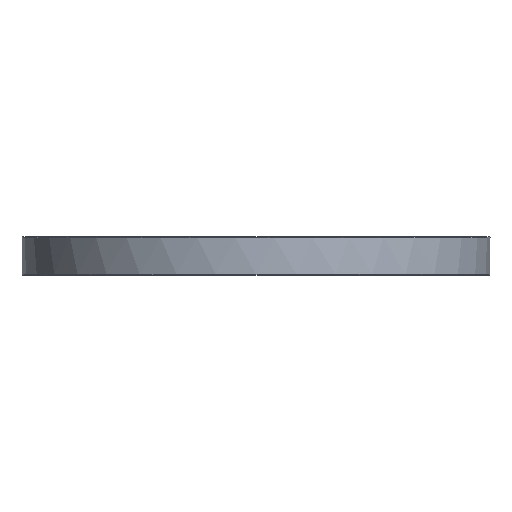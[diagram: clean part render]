
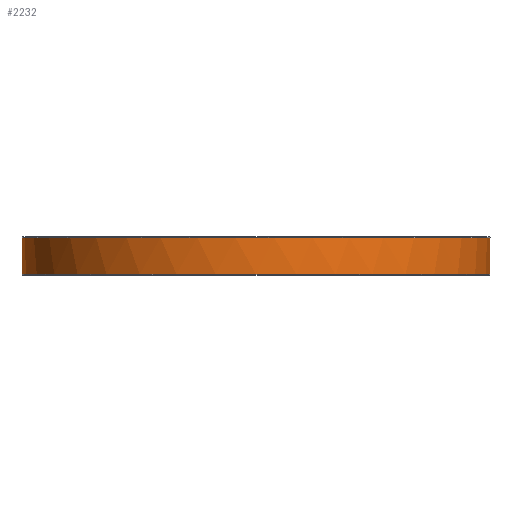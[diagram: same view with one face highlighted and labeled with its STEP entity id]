
A CAD part, front view. The second image highlights one B-rep face of the part: STEP entity #2232.
In plain terms, the highlighted cylindrical face has radius 152.5 mm (diameter 305 mm), a full revolution.
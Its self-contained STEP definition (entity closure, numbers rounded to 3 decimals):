
#1911=CARTESIAN_POINT('',(-152.491,-1.658,0.5));
#1912=VERTEX_POINT('',#1911);
#1930=CARTESIAN_POINT('',(-152.491,1.658,0.5));
#1931=VERTEX_POINT('',#1930);
#1932=CARTESIAN_POINT('',(-152.491,1.658,0.5));
#1933=CARTESIAN_POINT('',(-152.494,1.397,0.673));
#1934=CARTESIAN_POINT('',(-152.496,1.103,0.808));
#1935=CARTESIAN_POINT('',(-152.498,0.799,0.892));
#1936=CARTESIAN_POINT('',(-152.499,0.592,0.949));
#1937=CARTESIAN_POINT('',(-152.5,0.38,0.983));
#1938=CARTESIAN_POINT('',(-152.5,0.173,0.995));
#1939=CARTESIAN_POINT('',(-152.5,-0.003,1.005));
#1940=CARTESIAN_POINT('',(-152.5,-0.175,1.));
#1941=CARTESIAN_POINT('',(-152.5,-0.353,0.979));
#1942=CARTESIAN_POINT('',(-152.499,-0.747,0.932));
#1943=CARTESIAN_POINT('',(-152.496,-1.148,0.801));
#1944=CARTESIAN_POINT('',(-152.493,-1.499,0.599));
#1945=CARTESIAN_POINT('',(-152.492,-1.553,0.567));
#1946=CARTESIAN_POINT('',(-152.492,-1.606,0.534));
#1947=CARTESIAN_POINT('',(-152.491,-1.658,0.5));
#1948=B_SPLINE_CURVE_WITH_KNOTS('',3,(#1932,#1933,#1934,#1935,#1936,#1937,#1938,#1939,#1940,#1941,#1942,#1943,#1944,#1945,#1946,#1947),.UNSPECIFIED.,.F.,.U.,(4,3,3,3,3,4),(0.284,0.374,0.435,0.487,0.602,0.62),.UNSPECIFIED.);
#1949=EDGE_CURVE('',#1931,#1912,#1948,.T.);
#1991=CARTESIAN_POINT('',(152.491,1.658,0.5));
#1992=VERTEX_POINT('',#1991);
#2010=CARTESIAN_POINT('',(152.491,-1.658,0.5));
#2011=VERTEX_POINT('',#2010);
#2012=CARTESIAN_POINT('',(152.491,-1.658,0.5));
#2013=CARTESIAN_POINT('',(152.494,-1.397,0.673));
#2014=CARTESIAN_POINT('',(152.496,-1.103,0.808));
#2015=CARTESIAN_POINT('',(152.498,-0.799,0.892));
#2016=CARTESIAN_POINT('',(152.499,-0.592,0.949));
#2017=CARTESIAN_POINT('',(152.5,-0.38,0.983));
#2018=CARTESIAN_POINT('',(152.5,-0.173,0.995));
#2019=CARTESIAN_POINT('',(152.5,0.003,1.005));
#2020=CARTESIAN_POINT('',(152.5,0.175,1.));
#2021=CARTESIAN_POINT('',(152.5,0.353,0.979));
#2022=CARTESIAN_POINT('',(152.499,0.747,0.932));
#2023=CARTESIAN_POINT('',(152.496,1.148,0.801));
#2024=CARTESIAN_POINT('',(152.493,1.499,0.599));
#2025=CARTESIAN_POINT('',(152.492,1.553,0.567));
#2026=CARTESIAN_POINT('',(152.492,1.606,0.534));
#2027=CARTESIAN_POINT('',(152.491,1.658,0.5));
#2028=B_SPLINE_CURVE_WITH_KNOTS('',3,(#2012,#2013,#2014,#2015,#2016,#2017,#2018,#2019,#2020,#2021,#2022,#2023,#2024,#2025,#2026,#2027),.UNSPECIFIED.,.F.,.U.,(4,3,3,3,3,4),(1.188,1.278,1.339,1.391,1.506,1.524),.UNSPECIFIED.);
#2029=EDGE_CURVE('',#2011,#1992,#2028,.T.);
#2198=CARTESIAN_POINT('',(0.0,0.0,0.0));
#2199=DIRECTION('',(0.0,0.0,1.0));
#2200=DIRECTION('',(-1.0,0.0,0.0));
#2201=AXIS2_PLACEMENT_3D('',#2198,#2199,#2200);
#2202=CYLINDRICAL_SURFACE('',#2201,152.5);
#2203=ORIENTED_EDGE('',*,*,#2029,.T.);
#2204=CARTESIAN_POINT('',(0.0,0.0,0.5));
#2205=DIRECTION('',(0.0,0.0,-1.0));
#2206=DIRECTION('',(-1.0,0.0,0.0));
#2207=AXIS2_PLACEMENT_3D('',#2204,#2205,#2206);
#2208=CIRCLE('',#2207,152.5);
#2209=EDGE_CURVE('',#1931,#1992,#2208,.T.);
#2210=ORIENTED_EDGE('',*,*,#2209,.F.);
#2211=ORIENTED_EDGE('',*,*,#1949,.T.);
#2212=CARTESIAN_POINT('',(0.0,0.0,0.5));
#2213=DIRECTION('',(0.0,0.0,-1.0));
#2214=DIRECTION('',(-1.0,0.0,0.0));
#2215=AXIS2_PLACEMENT_3D('',#2212,#2213,#2214);
#2216=CIRCLE('',#2215,152.5);
#2217=EDGE_CURVE('',#2011,#1912,#2216,.T.);
#2218=ORIENTED_EDGE('',*,*,#2217,.F.);
#2219=EDGE_LOOP('',(#2203,#2210,#2211,#2218));
#2220=FACE_OUTER_BOUND('',#2219,.T.);
#2221=CARTESIAN_POINT('',(152.5,0.,24.5));
#2222=VERTEX_POINT('',#2221);
#2223=CARTESIAN_POINT('',(0.0,0.0,24.5));
#2224=DIRECTION('',(0.0,0.0,1.0));
#2225=DIRECTION('',(-1.0,0.0,0.0));
#2226=AXIS2_PLACEMENT_3D('',#2223,#2224,#2225);
#2227=CIRCLE('',#2226,152.5);
#2228=EDGE_CURVE('',#2222,#2222,#2227,.T.);
#2229=ORIENTED_EDGE('',*,*,#2228,.F.);
#2230=EDGE_LOOP('',(#2229));
#2231=FACE_BOUND('',#2230,.T.);
#2232=ADVANCED_FACE('',(#2220,#2231),#2202,.T.);
